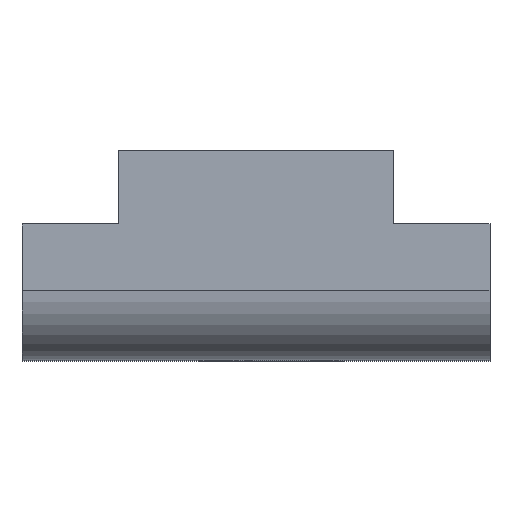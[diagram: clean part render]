
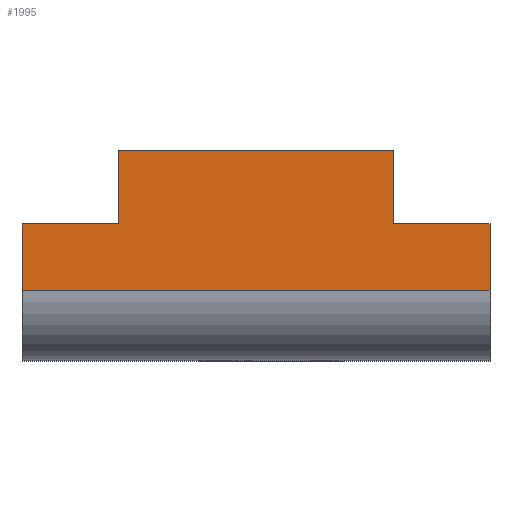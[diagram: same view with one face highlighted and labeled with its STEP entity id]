
A CAD part, top view. The second image highlights one B-rep face of the part: STEP entity #1995.
In plain terms, the highlighted planar face has unit normal (0, 0, 1).
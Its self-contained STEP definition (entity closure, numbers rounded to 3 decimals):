
#1995=ADVANCED_FACE('',(#3620),#3622,.F.);
#3620=FACE_BOUND('',#3621,.T.);
#3621=EDGE_LOOP('',(#5099,#5100,#5101,#5102,#5103,#5104,#5105,#5106));
#3622=PLANE('',#3623);
#3623=AXIS2_PLACEMENT_3D('',#3624,#3625,#3626);
#3624=CARTESIAN_POINT('',(6.7,-8.302,9.4));
#3625=DIRECTION('',(0.,0.,-1.));
#3626=DIRECTION('',(-1.,0.,0.));
#5099=ORIENTED_EDGE('',*,*,#5878,.T.);
#5100=ORIENTED_EDGE('',*,*,#5879,.T.);
#5101=ORIENTED_EDGE('',*,*,#5880,.F.);
#5102=ORIENTED_EDGE('',*,*,#5868,.T.);
#5103=ORIENTED_EDGE('',*,*,#5881,.F.);
#5104=ORIENTED_EDGE('',*,*,#5882,.T.);
#5105=ORIENTED_EDGE('',*,*,#5883,.T.);
#5106=ORIENTED_EDGE('',*,*,#5884,.F.);
#5868=EDGE_CURVE('',#7003,#7004,#7005,.T.);
#5878=EDGE_CURVE('',#7019,#7020,#7021,.T.);
#5879=EDGE_CURVE('',#7020,#7022,#7023,.T.);
#5880=EDGE_CURVE('',#7003,#7022,#7024,.T.);
#5881=EDGE_CURVE('',#7025,#7004,#7026,.T.);
#5882=EDGE_CURVE('',#7025,#7027,#7028,.T.);
#5883=EDGE_CURVE('',#7027,#7029,#7030,.T.);
#5884=EDGE_CURVE('',#7019,#7029,#7031,.T.);
#7003=VERTEX_POINT('',#9734);
#7004=VERTEX_POINT('',#9735);
#7005=LINE('',#9736,#9737);
#7019=VERTEX_POINT('',#9772);
#7020=VERTEX_POINT('',#9773);
#7021=LINE('',#9774,#9775);
#7022=VERTEX_POINT('',#9777);
#7023=LINE('',#9778,#9779);
#7024=LINE('',#9781,#9782);
#7025=VERTEX_POINT('',#9784);
#7026=LINE('',#9785,#9786);
#7027=VERTEX_POINT('',#9788);
#7028=LINE('',#9789,#9790);
#7029=VERTEX_POINT('',#9792);
#7030=LINE('',#9793,#9794);
#7031=LINE('',#9796,#9797);
#9734=CARTESIAN_POINT('',(0.,1.,9.4));
#9735=CARTESIAN_POINT('',(6.7,1.,9.4));
#9736=CARTESIAN_POINT('',(0.,1.,9.4));
#9737=VECTOR('',#9738,1.);
#9738=DIRECTION('',(1.,0.,0.));
#9772=CARTESIAN_POINT('',(1.38,3.,9.4));
#9773=CARTESIAN_POINT('',(1.38,1.95,9.4));
#9774=CARTESIAN_POINT('',(1.38,3.,9.4));
#9775=VECTOR('',#9776,1.);
#9776=DIRECTION('',(0.,-1.,0.));
#9777=CARTESIAN_POINT('',(0.,1.95,9.4));
#9778=CARTESIAN_POINT('',(1.38,1.95,9.4));
#9779=VECTOR('',#9780,1.);
#9780=DIRECTION('',(-1.,0.,0.));
#9781=CARTESIAN_POINT('',(0.,1.,9.4));
#9782=VECTOR('',#9783,1.);
#9783=DIRECTION('',(0.,1.,0.));
#9784=CARTESIAN_POINT('',(6.7,1.95,9.4));
#9785=CARTESIAN_POINT('',(6.7,1.95,9.4));
#9786=VECTOR('',#9787,1.);
#9787=DIRECTION('',(0.,-1.,0.));
#9788=CARTESIAN_POINT('',(5.32,1.95,9.4));
#9789=CARTESIAN_POINT('',(6.7,1.95,9.4));
#9790=VECTOR('',#9791,1.);
#9791=DIRECTION('',(-1.,0.,0.));
#9792=CARTESIAN_POINT('',(5.32,3.,9.4));
#9793=CARTESIAN_POINT('',(5.32,1.95,9.4));
#9794=VECTOR('',#9795,1.);
#9795=DIRECTION('',(0.,1.,0.));
#9796=CARTESIAN_POINT('',(1.38,3.,9.4));
#9797=VECTOR('',#9798,1.);
#9798=DIRECTION('',(1.,0.,0.));
